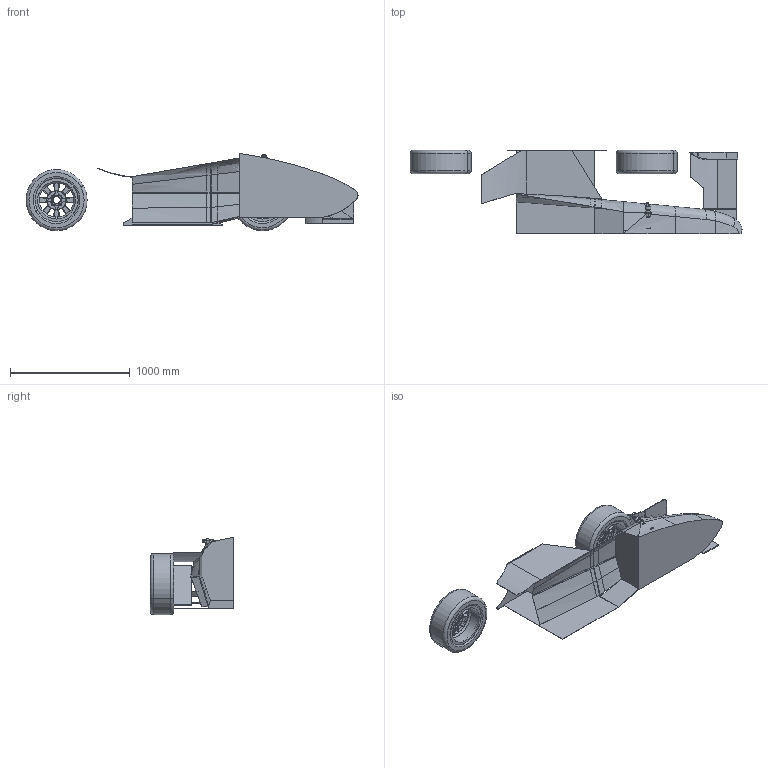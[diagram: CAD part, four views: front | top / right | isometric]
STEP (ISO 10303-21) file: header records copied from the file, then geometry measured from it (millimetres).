
FILE_DESCRIPTION(('CATIA V5 STEP Exchange'),'2;1');
FILE_NAME('2018 radiator analysis.stp','2018-02-14T08:45:05+00:00',('none'),('none'),'CATIA Version 5 Release 17 (IN-10)','CATIA V5 STEP AP203','none');
FILE_SCHEMA(('CONFIG_CONTROL_DESIGN'));
Length unit declared in the file: millimetre
Products named in the file (7): Product1; AssyTsutsui2018; Product9; Symmetry of DamperAssy 155; Symmetry of PHS 8EC.5; damperassy; F-wing
Assembly tree (22 placements, depth 5):
  Product1
    #56
    AssyTsutsui2018
      Product9
      #258  x2
      Symmetry of DamperAssy 155
        #11347
        #12537
        Symmetry of PHS 8EC.5
          #12566
          #12589
        damperassy
    #12678
    #13723
    #18314
    F-wing
      #19940
      #20313
      #20993
      #21543
    #21940
    #21963
Bounding box: 2770.02 x 700 x 645.08 mm (x, y, z)
Volume: 106703708.3 mm3; surface area: 9047020.8 mm2
Topology: 13 solids, 15 shells, 930 faces, 2340 edges, 1478 vertices
Faces by surface type: cylinder 340, plane 308, torus 118, bspline 116, cone 40, extrusion 8
Entity records: 22086 total; most frequent: CARTESIAN_POINT 8918, ORIENTED_EDGE 2934, DIRECTION 1990, EDGE_CURVE 1477, AXIS2_PLACEMENT_3D 930, VERTEX_POINT 921, EDGE_LOOP 649, VECTOR 643
